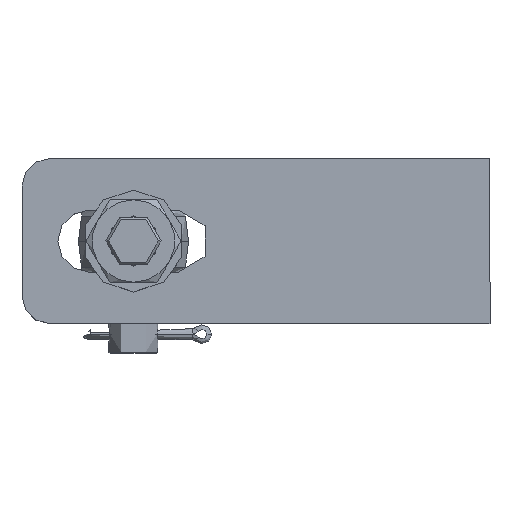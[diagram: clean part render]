
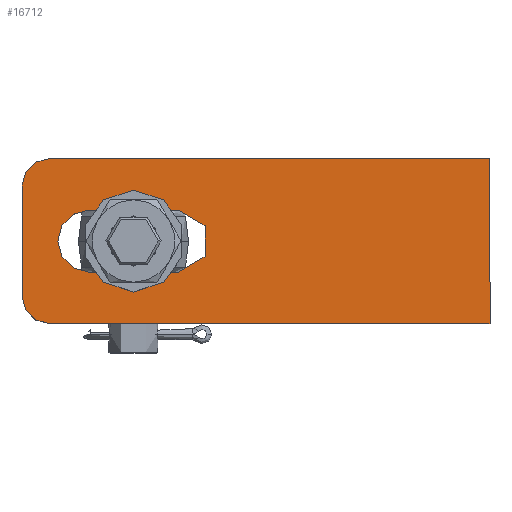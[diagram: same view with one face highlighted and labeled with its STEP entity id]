
A CAD part, top view. The second image highlights one B-rep face of the part: STEP entity #16712.
In plain terms, the highlighted planar face has unit normal (0, 0, 1).
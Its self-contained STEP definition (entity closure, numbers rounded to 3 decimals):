
#110 = AXIS2_PLACEMENT_3D ( 'NONE', #929, #7665, #10414 ) ;
#165 = DIRECTION ( 'NONE',  ( 0., 0., 1. ) ) ;
#677 = EDGE_CURVE ( 'NONE', #9921, #11841, #3632, .T. ) ;
#835 = AXIS2_PLACEMENT_3D ( 'NONE', #14516, #7559, #8870 ) ;
#929 = CARTESIAN_POINT ( 'NONE',  ( -28.25, 0., 4. ) ) ;
#942 = VERTEX_POINT ( 'NONE', #2601 ) ;
#1145 = VERTEX_POINT ( 'NONE', #3009 ) ;
#1390 = ORIENTED_EDGE ( 'NONE', *, *, #6049, .T. ) ;
#1580 = CIRCLE ( 'NONE', #110, 11.25 ) ;
#1817 = DIRECTION ( 'NONE',  ( -1., 0., 0. ) ) ;
#2417 = ORIENTED_EDGE ( 'NONE', *, *, #12894, .T. ) ;
#2555 = EDGE_CURVE ( 'NONE', #1145, #10820, #11107, .T. ) ;
#2601 = CARTESIAN_POINT ( 'NONE',  ( -85., 20., 4. ) ) ;
#2725 = DIRECTION ( 'NONE',  ( 1., 0., 0. ) ) ;
#2897 = EDGE_CURVE ( 'NONE', #9212, #942, #11963, .T. ) ;
#3009 = CARTESIAN_POINT ( 'NONE',  ( -60.75, -11.25, 4. ) ) ;
#3209 = VERTEX_POINT ( 'NONE', #6341 ) ;
#3294 = DIRECTION ( 'NONE',  ( 0., -1., 0. ) ) ;
#3319 = LINE ( 'NONE', #15602, #16729 ) ;
#3376 = FACE_OUTER_BOUND ( 'NONE', #11855, .T. ) ;
#3409 = CIRCLE ( 'NONE', #835, 11.25 ) ;
#3632 = LINE ( 'NONE', #11688, #15315 ) ;
#3816 = CARTESIAN_POINT ( 'NONE',  ( -85., -20., 4. ) ) ;
#4118 = DIRECTION ( 'NONE',  ( 0., 0., 1. ) ) ;
#4242 = VECTOR ( 'NONE', #3294, 1000. ) ;
#4879 = DIRECTION ( 'NONE',  ( 0., 1., 0. ) ) ;
#5058 = CARTESIAN_POINT ( 'NONE',  ( -75., 30., 4. ) ) ;
#5100 = LINE ( 'NONE', #16898, #4242 ) ;
#5353 = DIRECTION ( 'NONE',  ( 1., 0., 0. ) ) ;
#5682 = DIRECTION ( 'NONE',  ( 1., 0., 0. ) ) ;
#5929 = CIRCLE ( 'NONE', #6573, 10. ) ;
#5965 = CARTESIAN_POINT ( 'NONE',  ( 85., 30., 4. ) ) ;
#6036 = CARTESIAN_POINT ( 'NONE',  ( 0., 0., 4. ) ) ;
#6049 = EDGE_CURVE ( 'NONE', #11841, #9212, #3319, .T. ) ;
#6235 = EDGE_CURVE ( 'NONE', #8706, #3209, #7802, .T. ) ;
#6341 = CARTESIAN_POINT ( 'NONE',  ( -72., 0., 4. ) ) ;
#6381 = LINE ( 'NONE', #11660, #6812 ) ;
#6530 = ORIENTED_EDGE ( 'NONE', *, *, #13274, .F. ) ;
#6573 = AXIS2_PLACEMENT_3D ( 'NONE', #10622, #7823, #7876 ) ;
#6812 = VECTOR ( 'NONE', #11601, 1000. ) ;
#7559 = DIRECTION ( 'NONE',  ( 0., 0., 1. ) ) ;
#7665 = DIRECTION ( 'NONE',  ( 0., 0., 1. ) ) ;
#7726 = ORIENTED_EDGE ( 'NONE', *, *, #2897, .T. ) ;
#7802 = CIRCLE ( 'NONE', #14635, 11.25 ) ;
#7823 = DIRECTION ( 'NONE',  ( 0., 0., 1. ) ) ;
#7827 = CARTESIAN_POINT ( 'NONE',  ( -60.75, 11.25, 4. ) ) ;
#7876 = DIRECTION ( 'NONE',  ( 1., 0., 0. ) ) ;
#8217 = CARTESIAN_POINT ( 'NONE',  ( -75., 20., 4. ) ) ;
#8305 = DIRECTION ( 'NONE',  ( -1., 0., 0. ) ) ;
#8386 = EDGE_CURVE ( 'NONE', #12176, #8706, #10888, .T. ) ;
#8706 = VERTEX_POINT ( 'NONE', #7827 ) ;
#8752 = VECTOR ( 'NONE', #8305, 1000. ) ;
#8870 = DIRECTION ( 'NONE',  ( 1., 0., 0. ) ) ;
#9212 = VERTEX_POINT ( 'NONE', #5058 ) ;
#9399 = CARTESIAN_POINT ( 'NONE',  ( -28.25, 11.25, 4. ) ) ;
#9593 = AXIS2_PLACEMENT_3D ( 'NONE', #8217, #4118, #5353 ) ;
#9628 = CARTESIAN_POINT ( 'NONE',  ( 85., -30., 4. ) ) ;
#9854 = AXIS2_PLACEMENT_3D ( 'NONE', #6036, #14151, #16938 ) ;
#9921 = VERTEX_POINT ( 'NONE', #9628 ) ;
#10230 = PLANE ( 'NONE',  #9854 ) ;
#10414 = DIRECTION ( 'NONE',  ( 1., 0., 0. ) ) ;
#10553 = EDGE_CURVE ( 'NONE', #10820, #12176, #1580, .T. ) ;
#10622 = CARTESIAN_POINT ( 'NONE',  ( -75., -20., 4. ) ) ;
#10633 = ORIENTED_EDGE ( 'NONE', *, *, #677, .T. ) ;
#10820 = VERTEX_POINT ( 'NONE', #15592 ) ;
#10888 = LINE ( 'NONE', #16447, #8752 ) ;
#11107 = LINE ( 'NONE', #12347, #13446 ) ;
#11220 = ORIENTED_EDGE ( 'NONE', *, *, #15261, .T. ) ;
#11601 = DIRECTION ( 'NONE',  ( 1., 0., 0. ) ) ;
#11660 = CARTESIAN_POINT ( 'NONE',  ( -85., -30., 4. ) ) ;
#11688 = CARTESIAN_POINT ( 'NONE',  ( 85., 30., 4. ) ) ;
#11841 = VERTEX_POINT ( 'NONE', #5965 ) ;
#11855 = EDGE_LOOP ( 'NONE', ( #14128, #2417, #11220, #10633, #1390, #7726 ) ) ;
#11963 = CIRCLE ( 'NONE', #9593, 10. ) ;
#11975 = ORIENTED_EDGE ( 'NONE', *, *, #2555, .F. ) ;
#12176 = VERTEX_POINT ( 'NONE', #9399 ) ;
#12347 = CARTESIAN_POINT ( 'NONE',  ( -60.75, -11.25, 4. ) ) ;
#12894 = EDGE_CURVE ( 'NONE', #15174, #16065, #5929, .T. ) ;
#13274 = EDGE_CURVE ( 'NONE', #3209, #1145, #3409, .T. ) ;
#13387 = FACE_BOUND ( 'NONE', #16266, .T. ) ;
#13446 = VECTOR ( 'NONE', #5682, 1000. ) ;
#13611 = ORIENTED_EDGE ( 'NONE', *, *, #10553, .F. ) ;
#13784 = EDGE_CURVE ( 'NONE', #942, #15174, #5100, .T. ) ;
#14002 = CARTESIAN_POINT ( 'NONE',  ( -75., -30., 4. ) ) ;
#14128 = ORIENTED_EDGE ( 'NONE', *, *, #13784, .T. ) ;
#14151 = DIRECTION ( 'NONE',  ( 0., 0., 1. ) ) ;
#14516 = CARTESIAN_POINT ( 'NONE',  ( -60.75, 0., 4. ) ) ;
#14635 = AXIS2_PLACEMENT_3D ( 'NONE', #16427, #165, #2725 ) ;
#15174 = VERTEX_POINT ( 'NONE', #3816 ) ;
#15261 = EDGE_CURVE ( 'NONE', #16065, #9921, #6381, .T. ) ;
#15315 = VECTOR ( 'NONE', #4879, 1000. ) ;
#15592 = CARTESIAN_POINT ( 'NONE',  ( -28.25, -11.25, 4. ) ) ;
#15602 = CARTESIAN_POINT ( 'NONE',  ( -85., 30., 4. ) ) ;
#16065 = VERTEX_POINT ( 'NONE', #14002 ) ;
#16213 = ORIENTED_EDGE ( 'NONE', *, *, #6235, .F. ) ;
#16266 = EDGE_LOOP ( 'NONE', ( #11975, #6530, #16213, #16442, #13611 ) ) ;
#16427 = CARTESIAN_POINT ( 'NONE',  ( -60.75, 0., 4. ) ) ;
#16442 = ORIENTED_EDGE ( 'NONE', *, *, #8386, .F. ) ;
#16447 = CARTESIAN_POINT ( 'NONE',  ( -60.75, 11.25, 4. ) ) ;
#16712 = ADVANCED_FACE ( 'NONE', ( #3376, #13387 ), #10230, .T. ) ;
#16729 = VECTOR ( 'NONE', #1817, 1000. ) ;
#16898 = CARTESIAN_POINT ( 'NONE',  ( -85., 30., 4. ) ) ;
#16938 = DIRECTION ( 'NONE',  ( 1., 0., 0. ) ) ;
